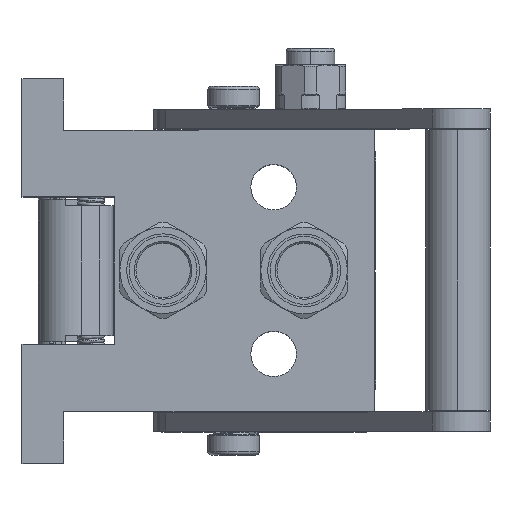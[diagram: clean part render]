
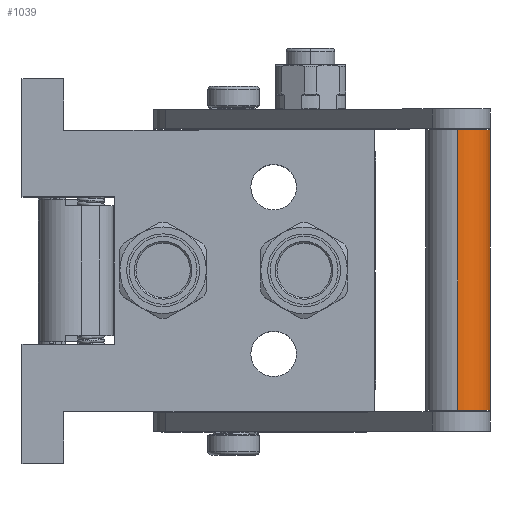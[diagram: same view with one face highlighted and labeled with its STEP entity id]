
A CAD part, top view. The second image highlights one B-rep face of the part: STEP entity #1039.
In plain terms, the highlighted cylindrical face has radius 10 mm (diameter 20 mm), a partial arc.
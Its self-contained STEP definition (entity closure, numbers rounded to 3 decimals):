
#1039 = ADVANCED_FACE ( 'NONE', ( #6004 ), #41834, .T. ) ;
#3777 = CARTESIAN_POINT ( 'NONE',  ( 0., 0., 10. ) ) ;
#4158 = CARTESIAN_POINT ( 'NONE',  ( -96.825, 0., 0. ) ) ;
#6004 = FACE_OUTER_BOUND ( 'NONE', #16095, .T. ) ;
#6764 = VERTEX_POINT ( 'NONE', #41163 ) ;
#12447 = DIRECTION ( 'NONE',  ( -1., 0., 0. ) ) ;
#12513 = VERTEX_POINT ( 'NONE', #24322 ) ;
#16095 = EDGE_LOOP ( 'NONE', ( #66408, #80332, #54822, #77118 ) ) ;
#18563 = EDGE_CURVE ( 'NONE', #6764, #34588, #53147, .T. ) ;
#18942 = LINE ( 'NONE', #68384, #33774 ) ;
#24322 = CARTESIAN_POINT ( 'NONE',  ( -87.5, 0., 10. ) ) ;
#24898 = AXIS2_PLACEMENT_3D ( 'NONE', #29687, #46209, #37296 ) ;
#28946 = EDGE_CURVE ( 'NONE', #49099, #12513, #80485, .T. ) ;
#29459 = AXIS2_PLACEMENT_3D ( 'NONE', #90064, #51884, #59131 ) ;
#29687 = CARTESIAN_POINT ( 'NONE',  ( 0., 0., 0. ) ) ;
#33774 = VECTOR ( 'NONE', #68702, 1000. ) ;
#34588 = VERTEX_POINT ( 'NONE', #91543 ) ;
#37296 = DIRECTION ( 'NONE',  ( 0., 0., -1. ) ) ;
#39882 = CARTESIAN_POINT ( 'NONE',  ( -87.5, 0., -10. ) ) ;
#39982 = AXIS2_PLACEMENT_3D ( 'NONE', #4158, #67253, #59708 ) ;
#41163 = CARTESIAN_POINT ( 'NONE',  ( 0., 0., -10. ) ) ;
#41834 = CYLINDRICAL_SURFACE ( 'NONE', #39982, 10. ) ;
#46209 = DIRECTION ( 'NONE',  ( 1., 0., 0. ) ) ;
#49099 = VERTEX_POINT ( 'NONE', #39882 ) ;
#51884 = DIRECTION ( 'NONE',  ( 1., 0., 0. ) ) ;
#53147 = CIRCLE ( 'NONE', #24898, 10. ) ;
#54782 = VECTOR ( 'NONE', #12447, 1000. ) ;
#54822 = ORIENTED_EDGE ( 'NONE', *, *, #18563, .F. ) ;
#59131 = DIRECTION ( 'NONE',  ( 0., 0., -1. ) ) ;
#59708 = DIRECTION ( 'NONE',  ( 0., 0., 1. ) ) ;
#66408 = ORIENTED_EDGE ( 'NONE', *, *, #28946, .T. ) ;
#67253 = DIRECTION ( 'NONE',  ( -1., 0., 0. ) ) ;
#67928 = EDGE_CURVE ( 'NONE', #34588, #12513, #91799, .T. ) ;
#68384 = CARTESIAN_POINT ( 'NONE',  ( 0., 0., -10. ) ) ;
#68702 = DIRECTION ( 'NONE',  ( -1., 0., 0. ) ) ;
#77118 = ORIENTED_EDGE ( 'NONE', *, *, #87165, .T. ) ;
#80332 = ORIENTED_EDGE ( 'NONE', *, *, #67928, .F. ) ;
#80485 = CIRCLE ( 'NONE', #29459, 10. ) ;
#87165 = EDGE_CURVE ( 'NONE', #6764, #49099, #18942, .T. ) ;
#90064 = CARTESIAN_POINT ( 'NONE',  ( -87.5, 0., 0. ) ) ;
#91543 = CARTESIAN_POINT ( 'NONE',  ( 0., 0., 10. ) ) ;
#91799 = LINE ( 'NONE', #3777, #54782 ) ;
